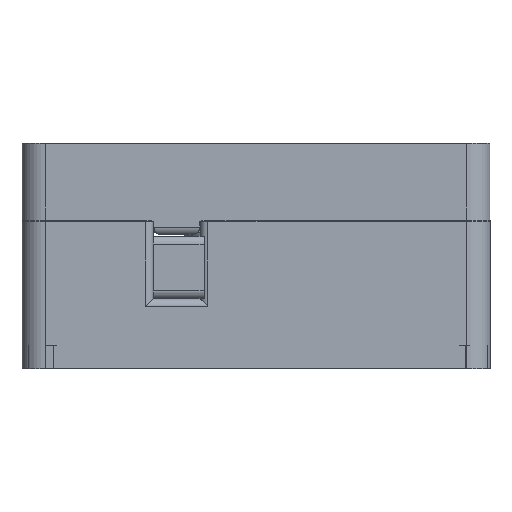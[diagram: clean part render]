
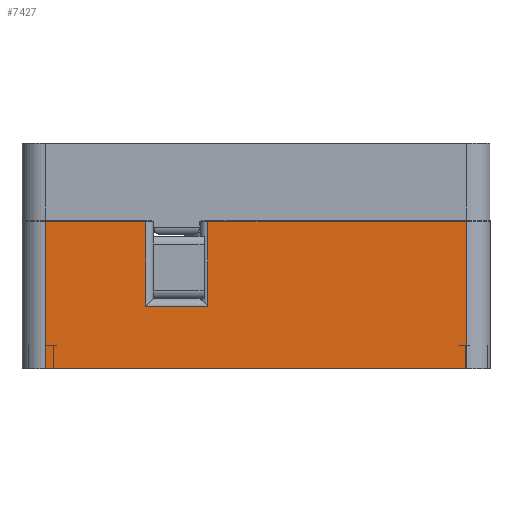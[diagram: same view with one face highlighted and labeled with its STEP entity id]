
A CAD part, left-side view. The second image highlights one B-rep face of the part: STEP entity #7427.
In plain terms, the highlighted planar face has unit normal (-1, 0, 0).
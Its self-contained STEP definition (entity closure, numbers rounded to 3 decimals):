
#713 = VERTEX_POINT ( 'NONE', #19960 ) ;
#790 = CARTESIAN_POINT ( 'NONE',  ( -45., -27., -9.5 ) ) ;
#1205 = EDGE_CURVE ( 'NONE', #23268, #713, #13912, .T. ) ;
#1535 = CARTESIAN_POINT ( 'NONE',  ( -45., 14.159, 9.5 ) ) ;
#2005 = VERTEX_POINT ( 'NONE', #13475 ) ;
#2047 = CARTESIAN_POINT ( 'NONE',  ( -45., 14.159, 9.5 ) ) ;
#2715 = FACE_OUTER_BOUND ( 'NONE', #16509, .T. ) ;
#2962 = DIRECTION ( 'NONE',  ( 0., -1., 0. ) ) ;
#3166 = LINE ( 'NONE', #16894, #6953 ) ;
#3229 = CARTESIAN_POINT ( 'NONE',  ( -45., 14.159, -1.5 ) ) ;
#3388 = CARTESIAN_POINT ( 'NONE',  ( -45., 30., 9.5 ) ) ;
#4245 = VERTEX_POINT ( 'NONE', #11057 ) ;
#4348 = VERTEX_POINT ( 'NONE', #1535 ) ;
#5439 = CARTESIAN_POINT ( 'NONE',  ( -45., 27., -9.5 ) ) ;
#5518 = ORIENTED_EDGE ( 'NONE', *, *, #18614, .T. ) ;
#5535 = CARTESIAN_POINT ( 'NONE',  ( -45., 6.159, 9.5 ) ) ;
#6287 = ORIENTED_EDGE ( 'NONE', *, *, #12842, .F. ) ;
#6628 = ORIENTED_EDGE ( 'NONE', *, *, #11742, .T. ) ;
#6677 = DIRECTION ( 'NONE',  ( 0., 0., -1. ) ) ;
#6925 = EDGE_CURVE ( 'NONE', #23768, #4348, #22001, .T. ) ;
#6953 = VECTOR ( 'NONE', #11439, 1000. ) ;
#7053 = VECTOR ( 'NONE', #22267, 1000. ) ;
#7224 = LINE ( 'NONE', #11366, #12468 ) ;
#7427 = ADVANCED_FACE ( 'NONE', ( #2715 ), #17577, .F. ) ;
#7584 = AXIS2_PLACEMENT_3D ( 'NONE', #14373, #8703, #18227 ) ;
#7880 = LINE ( 'NONE', #15958, #20416 ) ;
#7975 = DIRECTION ( 'NONE',  ( 0., -1., 0. ) ) ;
#8598 = VECTOR ( 'NONE', #7975, 1000. ) ;
#8703 = DIRECTION ( 'NONE',  ( 1., 0., 0. ) ) ;
#9775 = CARTESIAN_POINT ( 'NONE',  ( -45., 13.159, -1.5 ) ) ;
#11057 = CARTESIAN_POINT ( 'NONE',  ( -45., 6.159, -1.5 ) ) ;
#11071 = ORIENTED_EDGE ( 'NONE', *, *, #1205, .F. ) ;
#11366 = CARTESIAN_POINT ( 'NONE',  ( -45., 6.159, 9.5 ) ) ;
#11439 = DIRECTION ( 'NONE',  ( 0., 0., 1. ) ) ;
#11443 = DIRECTION ( 'NONE',  ( 0., 0., -1. ) ) ;
#11742 = EDGE_CURVE ( 'NONE', #4245, #23768, #24119, .T. ) ;
#12468 = VECTOR ( 'NONE', #11443, 1000. ) ;
#12683 = VERTEX_POINT ( 'NONE', #5439 ) ;
#12815 = ORIENTED_EDGE ( 'NONE', *, *, #19893, .T. ) ;
#12842 = EDGE_CURVE ( 'NONE', #2005, #4348, #13560, .T. ) ;
#13209 = CARTESIAN_POINT ( 'NONE',  ( -45., 30., -9.5 ) ) ;
#13302 = DIRECTION ( 'NONE',  ( 0., 0., 1. ) ) ;
#13383 = ORIENTED_EDGE ( 'NONE', *, *, #6925, .T. ) ;
#13475 = CARTESIAN_POINT ( 'NONE',  ( -45., 27., 9.5 ) ) ;
#13560 = LINE ( 'NONE', #22739, #8598 ) ;
#13912 = LINE ( 'NONE', #3388, #20652 ) ;
#14181 = VERTEX_POINT ( 'NONE', #790 ) ;
#14214 = EDGE_CURVE ( 'NONE', #2005, #12683, #7880, .T. ) ;
#14373 = CARTESIAN_POINT ( 'NONE',  ( -45., 30., 9.5 ) ) ;
#15228 = ORIENTED_EDGE ( 'NONE', *, *, #14214, .T. ) ;
#15958 = CARTESIAN_POINT ( 'NONE',  ( -45., 27., 9.5 ) ) ;
#16051 = EDGE_CURVE ( 'NONE', #23268, #4245, #7224, .T. ) ;
#16455 = ORIENTED_EDGE ( 'NONE', *, *, #16051, .T. ) ;
#16509 = EDGE_LOOP ( 'NONE', ( #11071, #16455, #6628, #13383, #6287, #15228, #5518, #12815 ) ) ;
#16894 = CARTESIAN_POINT ( 'NONE',  ( -45., -27., 9.5 ) ) ;
#17577 = PLANE ( 'NONE',  #7584 ) ;
#17701 = VECTOR ( 'NONE', #19059, 1000. ) ;
#18227 = DIRECTION ( 'NONE',  ( 0., 0., -1. ) ) ;
#18614 = EDGE_CURVE ( 'NONE', #12683, #14181, #22231, .T. ) ;
#19059 = DIRECTION ( 'NONE',  ( 0., 1., 0. ) ) ;
#19893 = EDGE_CURVE ( 'NONE', #14181, #713, #3166, .T. ) ;
#19960 = CARTESIAN_POINT ( 'NONE',  ( -45., -27., 9.5 ) ) ;
#20416 = VECTOR ( 'NONE', #6677, 1000. ) ;
#20652 = VECTOR ( 'NONE', #2962, 1000. ) ;
#20844 = VECTOR ( 'NONE', #13302, 1000. ) ;
#22001 = LINE ( 'NONE', #2047, #20844 ) ;
#22231 = LINE ( 'NONE', #13209, #7053 ) ;
#22267 = DIRECTION ( 'NONE',  ( 0., -1., 0. ) ) ;
#22739 = CARTESIAN_POINT ( 'NONE',  ( -45., 30., 9.5 ) ) ;
#23268 = VERTEX_POINT ( 'NONE', #5535 ) ;
#23768 = VERTEX_POINT ( 'NONE', #3229 ) ;
#24119 = LINE ( 'NONE', #9775, #17701 ) ;
